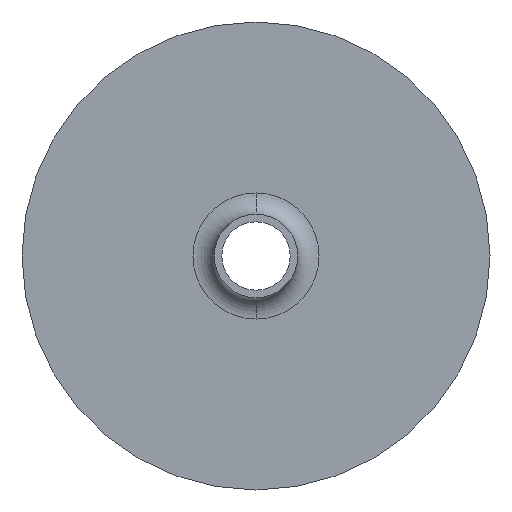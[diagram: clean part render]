
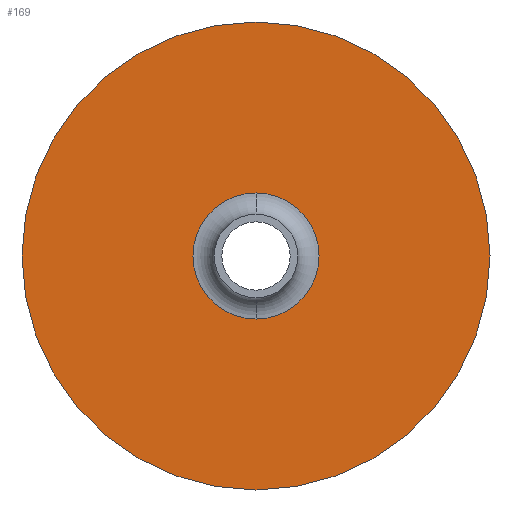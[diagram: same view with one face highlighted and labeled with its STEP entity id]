
A CAD part, left-side view. The second image highlights one B-rep face of the part: STEP entity #169.
In plain terms, the highlighted planar face has unit normal (-1, 0, 0).
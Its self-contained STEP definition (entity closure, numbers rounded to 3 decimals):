
#11 = FACE_BOUND ( 'NONE', #285, .T. ) ;
#28 = CIRCLE ( 'NONE', #316, 5.9 ) ;
#33 = DIRECTION ( 'NONE',  ( 0., 0., -1. ) ) ;
#42 = CARTESIAN_POINT ( 'NONE',  ( 0., 0., 0. ) ) ;
#47 = EDGE_LOOP ( 'NONE', ( #353, #206 ) ) ;
#56 = AXIS2_PLACEMENT_3D ( 'NONE', #305, #88, #196 ) ;
#67 = EDGE_CURVE ( 'NONE', #125, #239, #80, .T. ) ;
#76 = VERTEX_POINT ( 'NONE', #159 ) ;
#80 = CIRCLE ( 'NONE', #359, 5.9 ) ;
#88 = DIRECTION ( 'NONE',  ( 1., 0., 0. ) ) ;
#93 = CIRCLE ( 'NONE', #337, 21.9 ) ;
#98 = PLANE ( 'NONE',  #156 ) ;
#118 = CIRCLE ( 'NONE', #56, 21.9 ) ;
#121 = CARTESIAN_POINT ( 'NONE',  ( 0., 0., -5.9 ) ) ;
#122 = DIRECTION ( 'NONE',  ( 1., 0., 0. ) ) ;
#125 = VERTEX_POINT ( 'NONE', #121 ) ;
#141 = CARTESIAN_POINT ( 'NONE',  ( 0., 0., 0. ) ) ;
#143 = FACE_OUTER_BOUND ( 'NONE', #47, .T. ) ;
#144 = DIRECTION ( 'NONE',  ( 0., 0., -1. ) ) ;
#146 = DIRECTION ( 'NONE',  ( 1., 0., 0. ) ) ;
#156 = AXIS2_PLACEMENT_3D ( 'NONE', #320, #204, #177 ) ;
#159 = CARTESIAN_POINT ( 'NONE',  ( 0., 0., 21.9 ) ) ;
#163 = EDGE_CURVE ( 'NONE', #76, #174, #93, .T. ) ;
#168 = DIRECTION ( 'NONE',  ( 1., 0., 0. ) ) ;
#169 = ADVANCED_FACE ( 'NONE', ( #11, #143 ), #98, .F. ) ;
#174 = VERTEX_POINT ( 'NONE', #227 ) ;
#177 = DIRECTION ( 'NONE',  ( 0., 0., -1. ) ) ;
#194 = CARTESIAN_POINT ( 'NONE',  ( 0., 0., 0. ) ) ;
#196 = DIRECTION ( 'NONE',  ( 0., 0., -1. ) ) ;
#204 = DIRECTION ( 'NONE',  ( 1., 0., 0. ) ) ;
#206 = ORIENTED_EDGE ( 'NONE', *, *, #311, .F. ) ;
#227 = CARTESIAN_POINT ( 'NONE',  ( 0., 0., -21.9 ) ) ;
#239 = VERTEX_POINT ( 'NONE', #247 ) ;
#247 = CARTESIAN_POINT ( 'NONE',  ( 0., 0., 5.9 ) ) ;
#257 = DIRECTION ( 'NONE',  ( 0., 0., -1. ) ) ;
#285 = EDGE_LOOP ( 'NONE', ( #342, #290 ) ) ;
#290 = ORIENTED_EDGE ( 'NONE', *, *, #355, .T. ) ;
#305 = CARTESIAN_POINT ( 'NONE',  ( 0., 0., 0. ) ) ;
#311 = EDGE_CURVE ( 'NONE', #174, #76, #118, .T. ) ;
#316 = AXIS2_PLACEMENT_3D ( 'NONE', #42, #122, #144 ) ;
#320 = CARTESIAN_POINT ( 'NONE',  ( 0., 0., 0. ) ) ;
#337 = AXIS2_PLACEMENT_3D ( 'NONE', #141, #146, #257 ) ;
#342 = ORIENTED_EDGE ( 'NONE', *, *, #67, .T. ) ;
#353 = ORIENTED_EDGE ( 'NONE', *, *, #163, .F. ) ;
#355 = EDGE_CURVE ( 'NONE', #239, #125, #28, .T. ) ;
#359 = AXIS2_PLACEMENT_3D ( 'NONE', #194, #168, #33 ) ;
